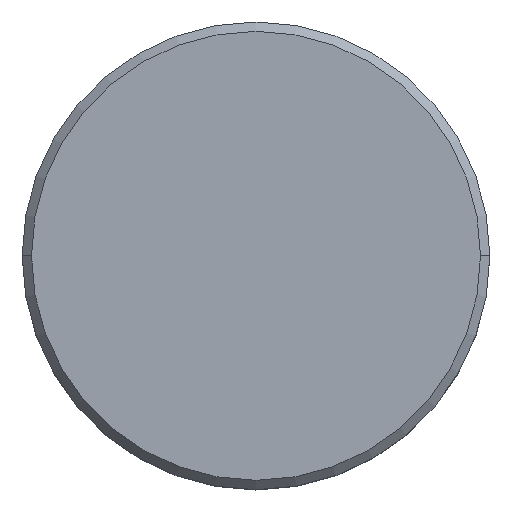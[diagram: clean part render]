
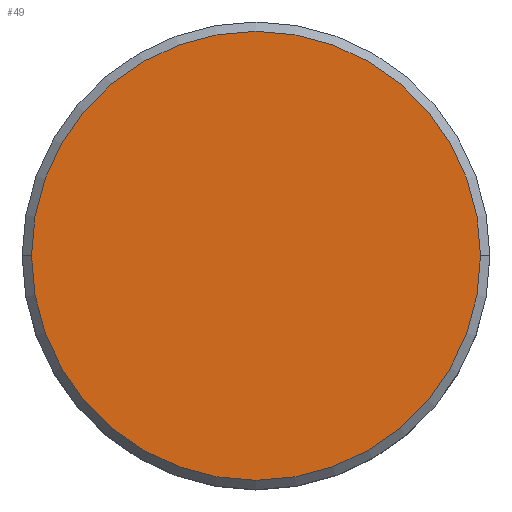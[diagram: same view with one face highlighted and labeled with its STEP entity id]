
A CAD part, top view. The second image highlights one B-rep face of the part: STEP entity #49.
In plain terms, the highlighted planar face has unit normal (0, 0, 1).
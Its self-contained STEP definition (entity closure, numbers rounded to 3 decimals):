
#49 = ADVANCED_FACE ( 'NONE', ( #246 ), #226, .T. ) ;
#50 = EDGE_LOOP ( 'NONE', ( #51, #60 ) ) ;
#51 = ORIENTED_EDGE ( 'NONE', *, *, #59, .T. ) ;
#59 = EDGE_CURVE ( 'NONE', #135, #134, #464, .T. ) ;
#60 = ORIENTED_EDGE ( 'NONE', *, *, #133, .T. ) ;
#133 = EDGE_CURVE ( 'NONE', #134, #135, #582, .T. ) ;
#134 = VERTEX_POINT ( 'NONE', #577 ) ;
#135 = VERTEX_POINT ( 'NONE', #576 ) ;
#226 = PLANE ( 'NONE',  #311 ) ;
#246 = FACE_OUTER_BOUND ( 'NONE', #50, .T. ) ;
#308 = DIRECTION ( 'NONE',  ( 1., 0., 0. ) ) ;
#309 = DIRECTION ( 'NONE',  ( 0., 0., 1. ) ) ;
#310 = CARTESIAN_POINT ( 'NONE',  ( 0., 0., 0. ) ) ;
#311 = AXIS2_PLACEMENT_3D ( 'NONE', #310, #309, #308 ) ;
#464 = CIRCLE ( 'NONE', #488, 12. ) ;
#481 = DIRECTION ( 'NONE',  ( 1., 0., 0. ) ) ;
#482 = DIRECTION ( 'NONE',  ( 0., 0., 1. ) ) ;
#483 = CARTESIAN_POINT ( 'NONE',  ( 0., 0., 0. ) ) ;
#488 = AXIS2_PLACEMENT_3D ( 'NONE', #483, #482, #481 ) ;
#576 = CARTESIAN_POINT ( 'NONE',  ( -12., 0., 0. ) ) ;
#577 = CARTESIAN_POINT ( 'NONE',  ( 12., 0., 0. ) ) ;
#578 = DIRECTION ( 'NONE',  ( 1., 0., 0. ) ) ;
#579 = DIRECTION ( 'NONE',  ( 0., 0., 1. ) ) ;
#580 = CARTESIAN_POINT ( 'NONE',  ( 0., 0., 0. ) ) ;
#581 = AXIS2_PLACEMENT_3D ( 'NONE', #580, #579, #578 ) ;
#582 = CIRCLE ( 'NONE', #581, 12. ) ;
